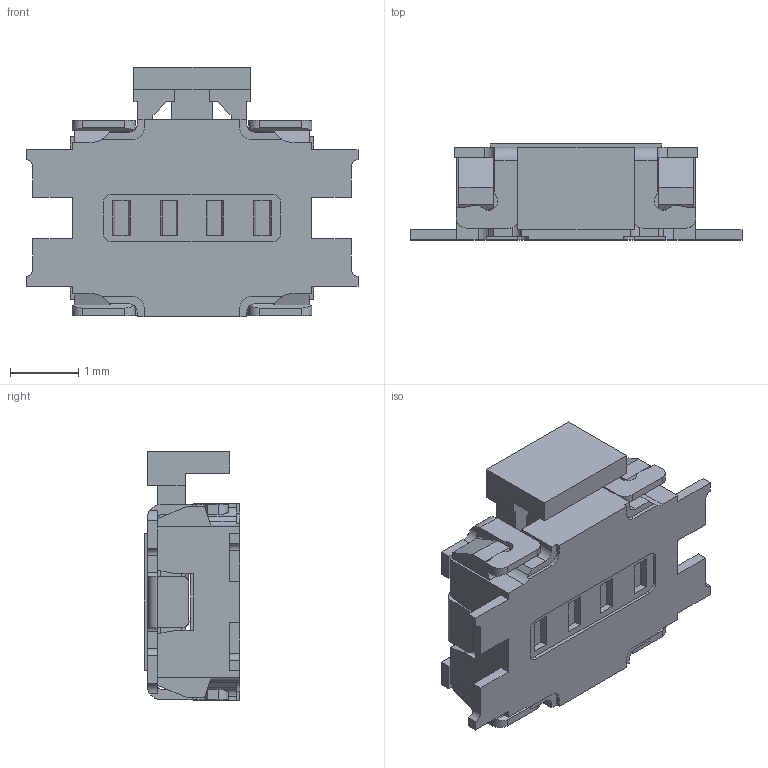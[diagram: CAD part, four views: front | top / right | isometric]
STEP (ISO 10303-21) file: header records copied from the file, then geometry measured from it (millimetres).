
FILE_DESCRIPTION( ( 'STEP AP214' ), '1' );
FILE_NAME( 'psolqas0827377134.stp', '2019-06-28T06:27:37', ( '' ), ( '' ), ' ', 'PARTsolutions', ' ' );
FILE_SCHEMA( ( 'AUTOMOTIVE_DESIGN { 1 0 10303 214 1 1 1 1 }' ) );
Length unit declared in the file: metre
Products named in the file (1): 1
Bounding box: 4.85 x 1.4 x 3.64 mm (x, y, z)
Volume: 10 mm3; surface area: 102 mm2
Topology: 1 solids, 1 shells, 454 faces, 1378 edges, 909 vertices
Faces by surface type: plane 346, cylinder 107, sphere 1
Full cylindrical faces by diameter (mm): 0.5 x1
Entity records: 15491 total; most frequent: CARTESIAN_POINT 2957, ORIENTED_EDGE 2748, DIRECTION 2470, EDGE_CURVE 1374, LINE 1108, VECTOR 1108, VERTEX_POINT 908, AXIS2_PLACEMENT_3D 681
